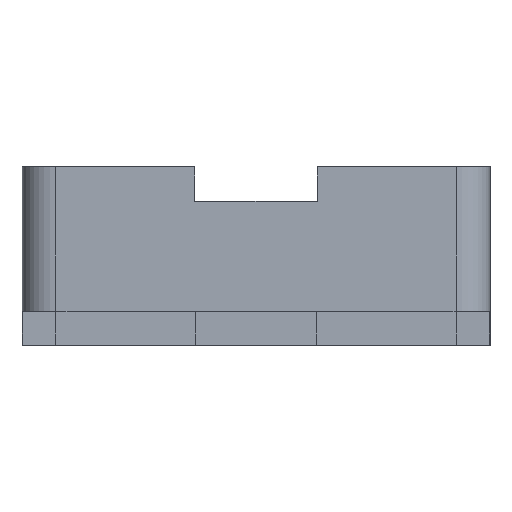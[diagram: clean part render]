
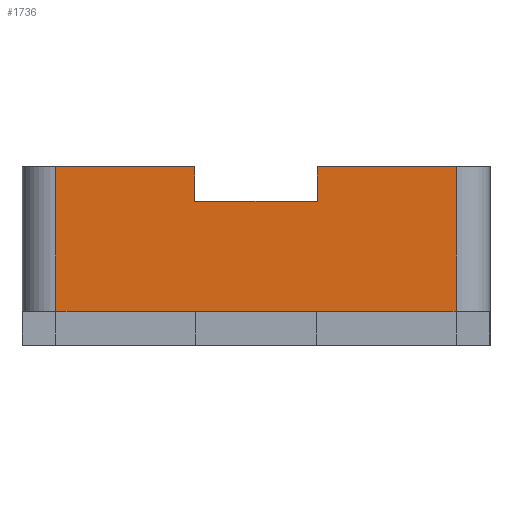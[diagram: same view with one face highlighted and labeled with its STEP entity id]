
A CAD part, left-side view. The second image highlights one B-rep face of the part: STEP entity #1736.
In plain terms, the highlighted planar face has unit normal (-1, 0, 0).
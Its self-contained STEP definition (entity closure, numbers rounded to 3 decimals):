
#38=PLANE('',#1837);
#126=FACE_OUTER_BOUND('',#216,.T.);
#216=EDGE_LOOP('',(#1267,#1268,#1269,#1270,#1271,#1272,#1273,#1274));
#318=LINE('',#2377,#556);
#322=LINE('',#2391,#560);
#342=LINE('',#2437,#580);
#343=LINE('',#2440,#581);
#344=LINE('',#2442,#582);
#345=LINE('',#2444,#583);
#346=LINE('',#2446,#584);
#347=LINE('',#2447,#585);
#556=VECTOR('',#1933,10.);
#560=VECTOR('',#1945,10.);
#580=VECTOR('',#1981,10.);
#581=VECTOR('',#1984,10.);
#582=VECTOR('',#1985,10.);
#583=VECTOR('',#1986,10.);
#584=VECTOR('',#1987,10.);
#585=VECTOR('',#1988,10.);
#805=VERTEX_POINT('',#2370);
#808=VERTEX_POINT('',#2375);
#814=VERTEX_POINT('',#2389);
#832=VERTEX_POINT('',#2435);
#833=VERTEX_POINT('',#2439);
#834=VERTEX_POINT('',#2441);
#835=VERTEX_POINT('',#2443);
#836=VERTEX_POINT('',#2445);
#976=EDGE_CURVE('',#808,#805,#318,.T.);
#983=EDGE_CURVE('',#814,#808,#322,.T.);
#1006=EDGE_CURVE('',#832,#814,#342,.T.);
#1007=EDGE_CURVE('',#833,#832,#343,.T.);
#1008=EDGE_CURVE('',#833,#834,#344,.T.);
#1009=EDGE_CURVE('',#834,#835,#345,.T.);
#1010=EDGE_CURVE('',#835,#836,#346,.T.);
#1011=EDGE_CURVE('',#805,#836,#347,.T.);
#1267=ORIENTED_EDGE('',*,*,#976,.F.);
#1268=ORIENTED_EDGE('',*,*,#983,.F.);
#1269=ORIENTED_EDGE('',*,*,#1006,.F.);
#1270=ORIENTED_EDGE('',*,*,#1007,.F.);
#1271=ORIENTED_EDGE('',*,*,#1008,.T.);
#1272=ORIENTED_EDGE('',*,*,#1009,.T.);
#1273=ORIENTED_EDGE('',*,*,#1010,.T.);
#1274=ORIENTED_EDGE('',*,*,#1011,.F.);
#1736=ADVANCED_FACE('',(#126),#38,.T.);
#1837=AXIS2_PLACEMENT_3D('',#2438,#1982,#1983);
#1933=DIRECTION('',(0.,0.,1.));
#1945=DIRECTION('',(0.,1.,0.));
#1981=DIRECTION('',(0.,0.,-1.));
#1982=DIRECTION('center_axis',(-1.,0.,0.));
#1983=DIRECTION('ref_axis',(0.,-1.,0.));
#1984=DIRECTION('',(0.,-1.,0.));
#1985=DIRECTION('',(0.,0.,-1.));
#1986=DIRECTION('',(0.,1.,0.));
#1987=DIRECTION('',(0.,0.,1.));
#1988=DIRECTION('',(0.,-1.,0.));
#2370=CARTESIAN_POINT('',(-9.5,9.,8.));
#2375=CARTESIAN_POINT('',(-9.5,9.,0.));
#2377=CARTESIAN_POINT('',(-9.5,9.,0.));
#2389=CARTESIAN_POINT('',(-9.5,-9.,0.));
#2391=CARTESIAN_POINT('',(-9.5,-10.5,0.));
#2435=CARTESIAN_POINT('',(-9.5,-9.,8.));
#2437=CARTESIAN_POINT('',(-9.5,-9.,0.));
#2438=CARTESIAN_POINT('Origin',(-9.5,10.5,0.));
#2439=CARTESIAN_POINT('',(-9.5,-2.75,8.));
#2440=CARTESIAN_POINT('',(-9.5,-10.5,8.));
#2441=CARTESIAN_POINT('',(-9.5,-2.75,6.45));
#2442=CARTESIAN_POINT('',(-9.5,-2.75,3.225));
#2443=CARTESIAN_POINT('',(-9.5,2.75,6.45));
#2444=CARTESIAN_POINT('',(-9.5,6.625,6.45));
#2445=CARTESIAN_POINT('',(-9.5,2.75,8.));
#2446=CARTESIAN_POINT('',(-9.5,2.75,4.));
#2447=CARTESIAN_POINT('',(-9.5,-10.5,8.));
